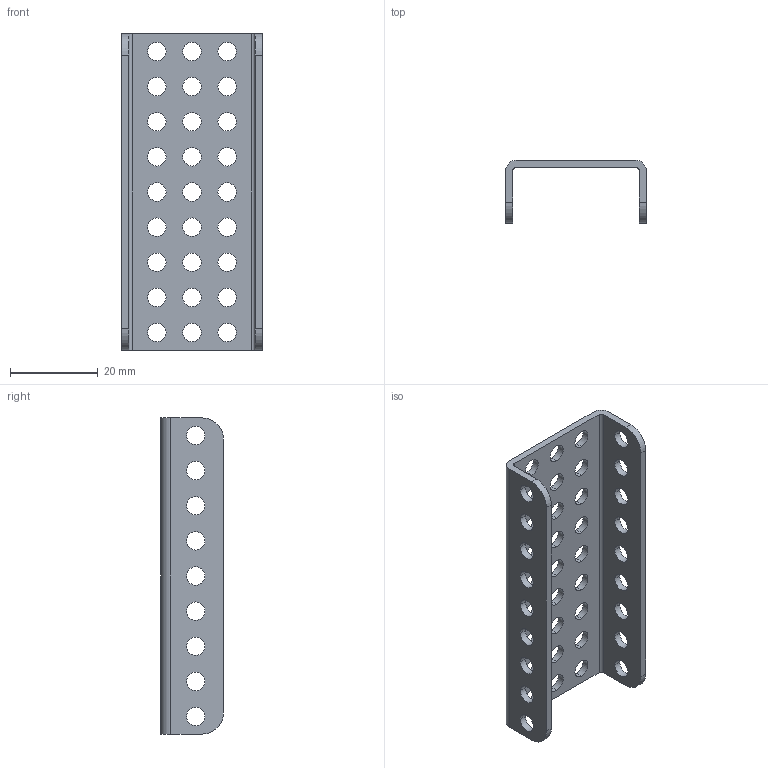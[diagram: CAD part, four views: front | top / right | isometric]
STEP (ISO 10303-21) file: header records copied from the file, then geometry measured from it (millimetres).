
FILE_DESCRIPTION (( 'STEP AP214' ), '1' );
FILE_NAME ('06-0009.step', '2020-04-06T07:07:30', ( '' ), ( '' ), 'SwSTEP 2.0', 'SolidWorks 2020', '' );
FILE_SCHEMA (( 'AUTOMOTIVE_DESIGN' ));
Length unit declared in the file: millimetre
Products named in the file (1): 06-0009
Bounding box: 32 x 14.3 x 72 mm (x, y, z)
Volume: 5431.4 mm3; surface area: 8135.9 mm2
Topology: 1 solids, 1 shells, 108 faces, 318 edges, 212 vertices
Faces by surface type: cylinder 98, plane 10
Entity records: 3932 total; most frequent: DIRECTION 732, CARTESIAN_POINT 639, ORIENTED_EDGE 636, EDGE_CURVE 318, AXIS2_PLACEMENT_3D 305, VERTEX_POINT 212, EDGE_LOOP 198, CIRCLE 196
